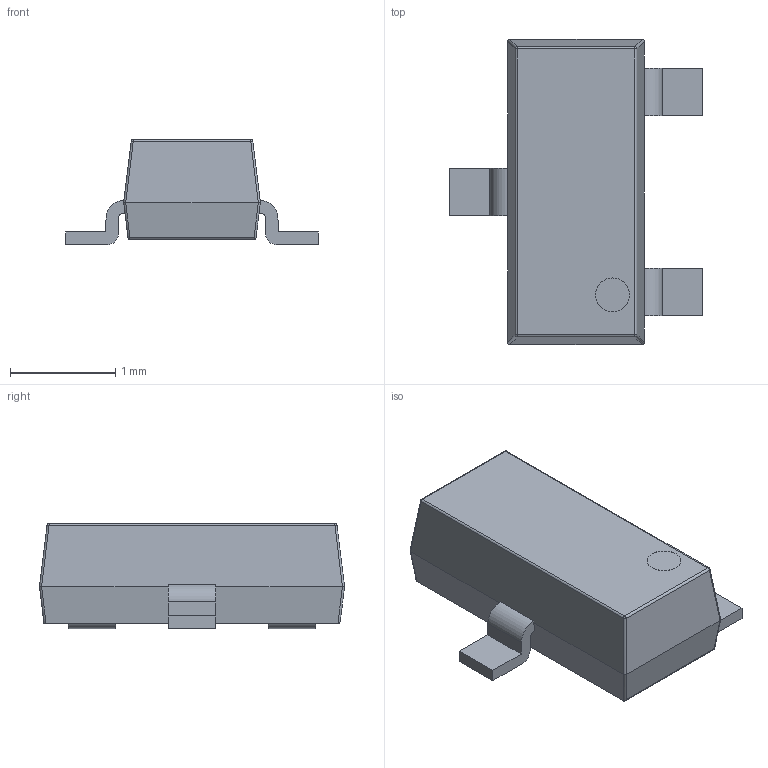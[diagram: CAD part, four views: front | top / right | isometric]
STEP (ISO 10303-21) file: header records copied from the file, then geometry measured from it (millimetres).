
FILE_DESCRIPTION (( 'STEP AP214' ), '1' );
FILE_NAME ('SOT-23-3_L2.9-W1.3-P0.95-LS2.4-BR-1.STEP', '2022-05-25T00:29:50', ( 'PC' ), ( 'Microsoft' ), 'SwSTEP 2.0', 'SolidWorks 2020', '' );
FILE_SCHEMA (( 'AUTOMOTIVE_DESIGN' ));
Length unit declared in the file: millimetre
Products named in the file (1): SOT-23-3_L2.9-W1.3-P0.95-LS2.4-BR-1
Bounding box: 2.4 x 2.9 x 1 mm (x, y, z)
Volume: 3.5 mm3; surface area: 17 mm2
Topology: 1 solids, 1 shells, 122 faces, 316 edges, 204 vertices
Faces by surface type: plane 80, cylinder 24, bspline 14, sphere 4
Entity records: 5730 total; most frequent: CARTESIAN_POINT 1471, ORIENTED_EDGE 632, DIRECTION 530, EDGE_CURVE 316, VECTOR 244, LINE 244, VERTEX_POINT 204, AXIS2_PLACEMENT_3D 143
